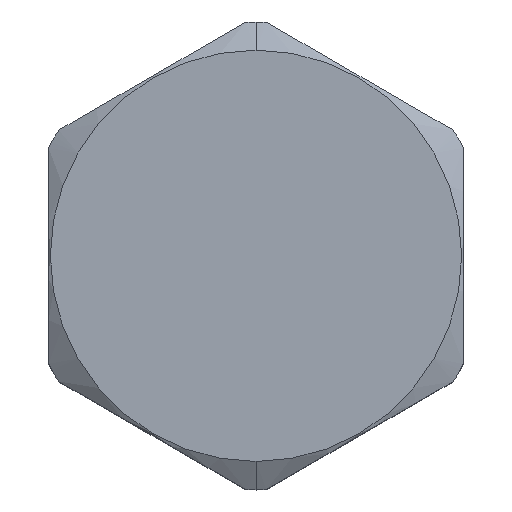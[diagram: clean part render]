
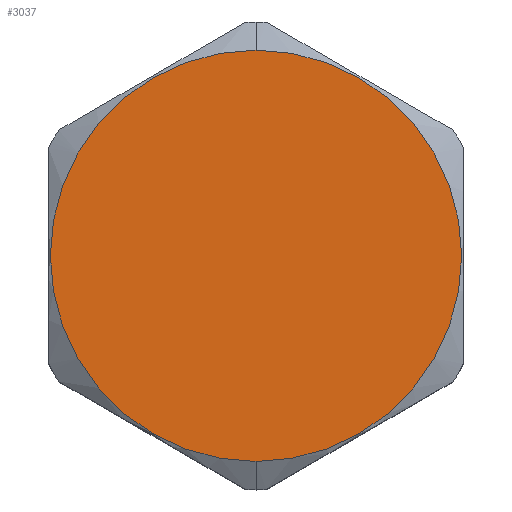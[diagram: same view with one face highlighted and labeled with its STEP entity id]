
A CAD part, top view. The second image highlights one B-rep face of the part: STEP entity #3037.
In plain terms, the highlighted planar face has unit normal (0, 0, 1).
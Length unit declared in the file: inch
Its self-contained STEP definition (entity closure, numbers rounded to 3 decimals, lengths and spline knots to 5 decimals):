
#404=CARTESIAN_POINT('',(0.,0.,5.628));
#405=DIRECTION('',(0.,0.,1.));
#406=DIRECTION('',(0.,-1.,0.));
#407=AXIS2_PLACEMENT_3D('',#404,#405,#406);
#409=CARTESIAN_POINT('',(0.,0.,5.628));
#410=DIRECTION('',(0.,0.,1.));
#411=DIRECTION('',(0.,1.,0.));
#412=AXIS2_PLACEMENT_3D('',#409,#410,#411);
#2397=CARTESIAN_POINT('',(0.,-0.5575,5.628));
#2398=CARTESIAN_POINT('',(0.,0.5575,5.628));
#2399=VERTEX_POINT('',#2397);
#2400=VERTEX_POINT('',#2398);
#3028=CARTESIAN_POINT('',(0.,0.,5.628));
#3029=DIRECTION('',(0.,0.,1.));
#3030=DIRECTION('',(0.,1.,0.));
#3031=AXIS2_PLACEMENT_3D('',#3028,#3029,#3030);
#3032=PLANE('',#3031);
#3033=ORIENTED_EDGE('',*,*,#2861,.F.);
#3034=ORIENTED_EDGE('',*,*,#3019,.F.);
#3035=EDGE_LOOP('',(#3033,#3034));
#3036=FACE_OUTER_BOUND('',#3035,.F.);
#3037=ADVANCED_FACE('',(#3036),#3032,.T.);
#408=CIRCLE('',#407,0.5575);
#413=CIRCLE('',#412,0.5575);
#2861=EDGE_CURVE('',#2399,#2400,#408,.T.);
#3019=EDGE_CURVE('',#2400,#2399,#413,.T.);
